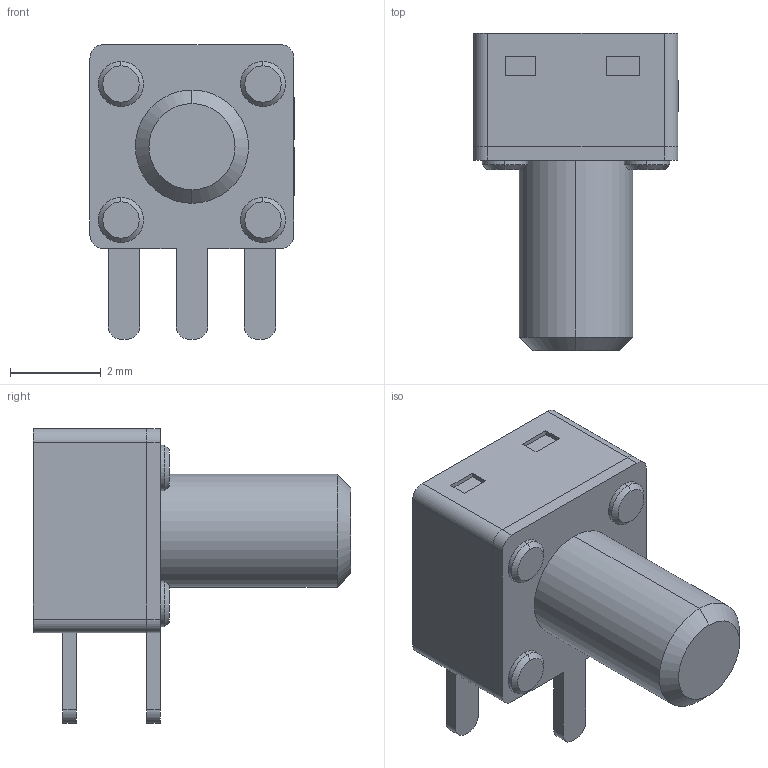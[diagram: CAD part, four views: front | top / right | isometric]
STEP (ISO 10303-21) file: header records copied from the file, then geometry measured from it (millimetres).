
FILE_DESCRIPTION(('FreeCAD Model'),'2;1');
FILE_NAME('Open CASCADE Shape Model','2025-06-02T15:43:23',('Author'),( ''),'Open CASCADE STEP processor 7.7','FreeCAD','Unknown');
FILE_SCHEMA(('AUTOMOTIVE_DESIGN { 1 0 10303 214 1 1 1 1 }'));
Length unit declared in the file: millimetre
Products named in the file (17): SW2~SW-TH_3P-L4.5-W7.0-P3.00-LS1.9~SW-TH_3P-L4.5-W7.0-P3.00-LS1.9~q5sS; SW-TH_3P-L4.5-W7.0-P3.00-LS1.9~SW-TH_3P-L4.5-W7.0-P3.00-LS1.9~q5sS015; SW-TH_3P-L4.5-W7.0-P3.00-LS1.9~SW-TH_3P-L4.5-W7.0-P3.00-LS1.9~q5sS; SW-TH_3P-L4.5-W7.0-P3.00-LS1.9~SW-TH_3P-L4.5-W7.0-P3.00-LS1.9~q5sS001; SW-TH_3P-L4.5-W7.0-P3.00-LS1.9~SW-TH_3P-L4.5-W7.0-P3.00-LS1.9~q5sS002; SW-TH_3P-L4.5-W7.0-P3.00-LS1.9~SW-TH_3P-L4.5-W7.0-P3.00-LS1.9~q5sS003; SW-TH_3P-L4.5-W7.0-P3.00-LS1.9~SW-TH_3P-L4.5-W7.0-P3.00-LS1.9~q5sS004; SW-TH_3P-L4.5-W7.0-P3.00-LS1.9~SW-TH_3P-L4.5-W7.0-P3.00-LS1.9~q5sS005; SW-TH_3P-L4.5-W7.0-P3.00-LS1.9~SW-TH_3P-L4.5-W7.0-P3.00-LS1.9~q5sS006; SW-TH_3P-L4.5-W7.0-P3.00-LS1.9~SW-TH_3P-L4.5-W7.0-P3.00-LS1.9~q5sS007; SW-TH_3P-L4.5-W7.0-P3.00-LS1.9~SW-TH_3P-L4.5-W7.0-P3.00-LS1.9~q5sS008; SW-TH_3P-L4.5-W7.0-P3.00-LS1.9~SW-TH_3P-L4.5-W7.0-P3.00-LS1.9~q5sS009; SW-TH_3P-L4.5-W7.0-P3.00-LS1.9~SW-TH_3P-L4.5-W7.0-P3.00-LS1.9~q5sS010; SW-TH_3P-L4.5-W7.0-P3.00-LS1.9~SW-TH_3P-L4.5-W7.0-P3.00-LS1.9~q5sS011; SW-TH_3P-L4.5-W7.0-P3.00-LS1.9~SW-TH_3P-L4.5-W7.0-P3.00-LS1.9~q5sS012; SW-TH_3P-L4.5-W7.0-P3.00-LS1.9~SW-TH_3P-L4.5-W7.0-P3.00-LS1.9~q5sS013; SW-TH_3P-L4.5-W7.0-P3.00-LS1.9~SW-TH_3P-L4.5-W7.0-P3.00-LS1.9~q5sS014
Assembly tree (16 placements, depth 3):
  SW2~SW-TH_3P-L4.5-W7.0-P3.00-LS1.9~SW-TH_3P-L4.5-W7.0-P3.00-LS1.9~q5sS
    SW-TH_3P-L4.5-W7.0-P3.00-LS1.9~SW-TH_3P-L4.5-W7.0-P3.00-LS1.9~q5sS015
      SW-TH_3P-L4.5-W7.0-P3.00-LS1.9~SW-TH_3P-L4.5-W7.0-P3.00-LS1.9~q5sS
      SW-TH_3P-L4.5-W7.0-P3.00-LS1.9~SW-TH_3P-L4.5-W7.0-P3.00-LS1.9~q5sS001
      SW-TH_3P-L4.5-W7.0-P3.00-LS1.9~SW-TH_3P-L4.5-W7.0-P3.00-LS1.9~q5sS002
      SW-TH_3P-L4.5-W7.0-P3.00-LS1.9~SW-TH_3P-L4.5-W7.0-P3.00-LS1.9~q5sS003
      SW-TH_3P-L4.5-W7.0-P3.00-LS1.9~SW-TH_3P-L4.5-W7.0-P3.00-LS1.9~q5sS004
      SW-TH_3P-L4.5-W7.0-P3.00-LS1.9~SW-TH_3P-L4.5-W7.0-P3.00-LS1.9~q5sS005
      SW-TH_3P-L4.5-W7.0-P3.00-LS1.9~SW-TH_3P-L4.5-W7.0-P3.00-LS1.9~q5sS006
      SW-TH_3P-L4.5-W7.0-P3.00-LS1.9~SW-TH_3P-L4.5-W7.0-P3.00-LS1.9~q5sS007
      SW-TH_3P-L4.5-W7.0-P3.00-LS1.9~SW-TH_3P-L4.5-W7.0-P3.00-LS1.9~q5sS008
      SW-TH_3P-L4.5-W7.0-P3.00-LS1.9~SW-TH_3P-L4.5-W7.0-P3.00-LS1.9~q5sS009
      SW-TH_3P-L4.5-W7.0-P3.00-LS1.9~SW-TH_3P-L4.5-W7.0-P3.00-LS1.9~q5sS010
      SW-TH_3P-L4.5-W7.0-P3.00-LS1.9~SW-TH_3P-L4.5-W7.0-P3.00-LS1.9~q5sS011
      SW-TH_3P-L4.5-W7.0-P3.00-LS1.9~SW-TH_3P-L4.5-W7.0-P3.00-LS1.9~q5sS012
      SW-TH_3P-L4.5-W7.0-P3.00-LS1.9~SW-TH_3P-L4.5-W7.0-P3.00-LS1.9~q5sS013
      SW-TH_3P-L4.5-W7.0-P3.00-LS1.9~SW-TH_3P-L4.5-W7.0-P3.00-LS1.9~q5sS014
Bounding box: 4.5 x 7 x 6.5 mm (x, y, z)
Volume: 78.5 mm3; surface area: 172.8 mm2
Topology: 15 solids, 15 shells, 375 faces, 977 edges, 648 vertices
Faces by surface type: plane 219, bspline 112, cylinder 34, cone 10
Entity records: 13769 total; most frequent: CARTESIAN_POINT 4121, ORIENTED_EDGE 1954, DIRECTION 1387, EDGE_CURVE 977, LINE 671, VECTOR 671, VERTEX_POINT 648, FACE_BOUND 413
